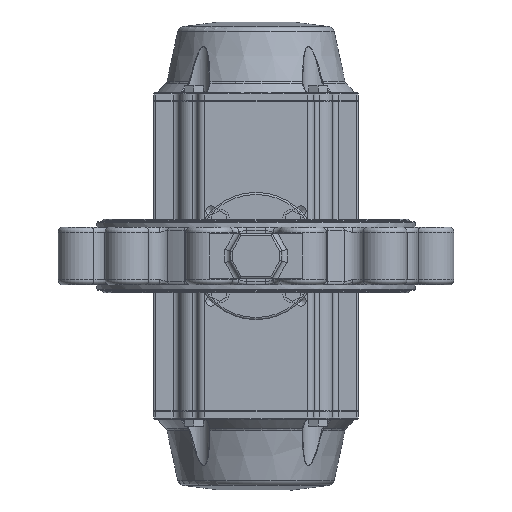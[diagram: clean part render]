
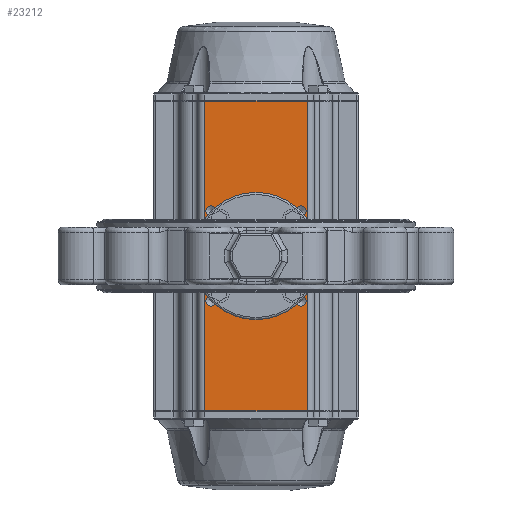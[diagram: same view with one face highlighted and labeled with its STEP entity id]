
A CAD part, front view. The second image highlights one B-rep face of the part: STEP entity #23212.
In plain terms, the highlighted planar face has unit normal (0, -1, 0).
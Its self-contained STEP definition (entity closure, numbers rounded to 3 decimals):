
#721=PLANE('',#25865);
#2133=LINE('',#37219,#3305);
#2367=LINE('',#47420,#3539);
#2368=LINE('',#47422,#3540);
#2369=LINE('',#47423,#3541);
#3305=VECTOR('',#28707,1000.);
#3539=VECTOR('',#30367,1000.);
#3540=VECTOR('',#30368,1000.);
#3541=VECTOR('',#30369,1000.);
#7742=ORIENTED_EDGE('',*,*,#13108,.F.);
#7743=ORIENTED_EDGE('',*,*,#13109,.T.);
#7744=ORIENTED_EDGE('',*,*,#12149,.T.);
#7745=ORIENTED_EDGE('',*,*,#13110,.T.);
#7746=ORIENTED_EDGE('',*,*,#12098,.T.);
#7747=ORIENTED_EDGE('',*,*,#12100,.F.);
#7748=ORIENTED_EDGE('',*,*,#12102,.F.);
#7749=ORIENTED_EDGE('',*,*,#12104,.F.);
#7750=ORIENTED_EDGE('',*,*,#12106,.F.);
#7751=ORIENTED_EDGE('',*,*,#12108,.F.);
#7752=ORIENTED_EDGE('',*,*,#12110,.F.);
#7753=ORIENTED_EDGE('',*,*,#12112,.F.);
#7754=ORIENTED_EDGE('',*,*,#12114,.F.);
#12098=EDGE_CURVE('',#15319,#15319,#17357,.T.);
#12100=EDGE_CURVE('',#15321,#15321,#17359,.T.);
#12102=EDGE_CURVE('',#15324,#15324,#17361,.T.);
#12104=EDGE_CURVE('',#15327,#15327,#17363,.T.);
#12106=EDGE_CURVE('',#15330,#15330,#17365,.T.);
#12108=EDGE_CURVE('',#15333,#15333,#17367,.T.);
#12110=EDGE_CURVE('',#15336,#15336,#17369,.T.);
#12112=EDGE_CURVE('',#15339,#15339,#17371,.T.);
#12114=EDGE_CURVE('',#15342,#15342,#17373,.T.);
#12149=EDGE_CURVE('',#15306,#15390,#2133,.T.);
#13108=EDGE_CURVE('',#15970,#15300,#2367,.T.);
#13109=EDGE_CURVE('',#15970,#15306,#2368,.T.);
#13110=EDGE_CURVE('',#15390,#15300,#2369,.T.);
#15300=VERTEX_POINT('',#37005);
#15306=VERTEX_POINT('',#37020);
#15319=VERTEX_POINT('',#37051);
#15321=VERTEX_POINT('',#37056);
#15324=VERTEX_POINT('',#37063);
#15327=VERTEX_POINT('',#37070);
#15330=VERTEX_POINT('',#37077);
#15333=VERTEX_POINT('',#37084);
#15336=VERTEX_POINT('',#37091);
#15339=VERTEX_POINT('',#37098);
#15342=VERTEX_POINT('',#37105);
#15390=VERTEX_POINT('',#37218);
#15970=VERTEX_POINT('',#47421);
#17357=CIRCLE('',#25059,34.);
#17359=CIRCLE('',#25062,5.1);
#17361=CIRCLE('',#25066,5.1);
#17363=CIRCLE('',#25070,5.1);
#17365=CIRCLE('',#25074,5.1);
#17367=CIRCLE('',#25078,4.25);
#17369=CIRCLE('',#25082,4.25);
#17371=CIRCLE('',#25086,4.25);
#17373=CIRCLE('',#25090,4.25);
#19398=EDGE_LOOP('',(#7742,#7743,#7744,#7745));
#19399=EDGE_LOOP('',(#7746));
#19400=EDGE_LOOP('',(#7747));
#19401=EDGE_LOOP('',(#7748));
#19402=EDGE_LOOP('',(#7749));
#19403=EDGE_LOOP('',(#7750));
#19404=EDGE_LOOP('',(#7751));
#19405=EDGE_LOOP('',(#7752));
#19406=EDGE_LOOP('',(#7753));
#19407=EDGE_LOOP('',(#7754));
#21254=FACE_BOUND('',#19398,.T.);
#21255=FACE_BOUND('',#19399,.T.);
#21256=FACE_BOUND('',#19400,.T.);
#21257=FACE_BOUND('',#19401,.T.);
#21258=FACE_BOUND('',#19402,.T.);
#21259=FACE_BOUND('',#19403,.T.);
#21260=FACE_BOUND('',#19404,.T.);
#21261=FACE_BOUND('',#19405,.T.);
#21262=FACE_BOUND('',#19406,.T.);
#21263=FACE_BOUND('',#19407,.T.);
#23212=ADVANCED_FACE('',(#21254,#21255,#21256,#21257,#21258,#21259,#21260,
#21261,#21262,#21263),#721,.F.);
#25059=AXIS2_PLACEMENT_3D('',#37050,#28516,#28517);
#25062=AXIS2_PLACEMENT_3D('',#37055,#28522,#28523);
#25066=AXIS2_PLACEMENT_3D('',#37062,#28530,#28531);
#25070=AXIS2_PLACEMENT_3D('',#37069,#28538,#28539);
#25074=AXIS2_PLACEMENT_3D('',#37076,#28546,#28547);
#25078=AXIS2_PLACEMENT_3D('',#37083,#28554,#28555);
#25082=AXIS2_PLACEMENT_3D('',#37090,#28562,#28563);
#25086=AXIS2_PLACEMENT_3D('',#37097,#28570,#28571);
#25090=AXIS2_PLACEMENT_3D('',#37104,#28578,#28579);
#25865=AXIS2_PLACEMENT_3D('',#47419,#30365,#30366);
#28516=DIRECTION('',(0.,1.,0.));
#28517=DIRECTION('',(-1.,0.,0.));
#28522=DIRECTION('',(0.,-1.,0.));
#28523=DIRECTION('',(0.,0.,-1.));
#28530=DIRECTION('',(0.,-1.,0.));
#28531=DIRECTION('',(0.,0.,-1.));
#28538=DIRECTION('',(0.,-1.,0.));
#28539=DIRECTION('',(0.,0.,-1.));
#28546=DIRECTION('',(0.,-1.,0.));
#28547=DIRECTION('',(0.,0.,-1.));
#28554=DIRECTION('',(0.,-1.,0.));
#28555=DIRECTION('',(0.,0.,-1.));
#28562=DIRECTION('',(0.,-1.,0.));
#28563=DIRECTION('',(0.,0.,-1.));
#28570=DIRECTION('',(0.,-1.,0.));
#28571=DIRECTION('',(0.,0.,-1.));
#28578=DIRECTION('',(0.,-1.,0.));
#28579=DIRECTION('',(0.,0.,-1.));
#28707=DIRECTION('',(0.,0.,-1.));
#30365=DIRECTION('',(0.,1.,0.));
#30366=DIRECTION('',(1.,0.,0.));
#30367=DIRECTION('',(0.,0.,-1.));
#30368=DIRECTION('',(-1.,0.,0.));
#30369=DIRECTION('',(1.,0.,0.));
#37005=CARTESIAN_POINT('',(50.5,-98.,-152.25));
#37020=CARTESIAN_POINT('',(-50.5,-98.,152.25));
#37050=CARTESIAN_POINT('',(0.,-98.,0.));
#37051=CARTESIAN_POINT('',(-34.,-98.,0.));
#37055=CARTESIAN_POINT('',(-44.194,-98.,44.194));
#37056=CARTESIAN_POINT('',(-44.194,-98.,39.094));
#37062=CARTESIAN_POINT('',(44.194,-98.,44.194));
#37063=CARTESIAN_POINT('',(44.194,-98.,39.094));
#37069=CARTESIAN_POINT('',(44.194,-98.,-44.194));
#37070=CARTESIAN_POINT('',(44.194,-98.,-49.294));
#37076=CARTESIAN_POINT('',(-44.194,-98.,-44.194));
#37077=CARTESIAN_POINT('',(-44.194,-98.,-49.294));
#37083=CARTESIAN_POINT('',(-36.06,-98.,36.06));
#37084=CARTESIAN_POINT('',(-36.06,-98.,31.81));
#37090=CARTESIAN_POINT('',(-36.06,-98.,-36.06));
#37091=CARTESIAN_POINT('',(-36.06,-98.,-40.31));
#37097=CARTESIAN_POINT('',(36.06,-98.,-36.06));
#37098=CARTESIAN_POINT('',(36.06,-98.,-40.31));
#37104=CARTESIAN_POINT('',(36.06,-98.,36.06));
#37105=CARTESIAN_POINT('',(36.06,-98.,31.81));
#37218=CARTESIAN_POINT('',(-50.5,-98.,-152.25));
#37219=CARTESIAN_POINT('',(-50.5,-98.,152.75));
#47419=CARTESIAN_POINT('',(0.,-98.,152.75));
#47420=CARTESIAN_POINT('',(50.5,-98.,152.75));
#47421=CARTESIAN_POINT('',(50.5,-98.,152.25));
#47422=CARTESIAN_POINT('',(-50.5,-98.,152.25));
#47423=CARTESIAN_POINT('',(0.,-98.,-152.25));
